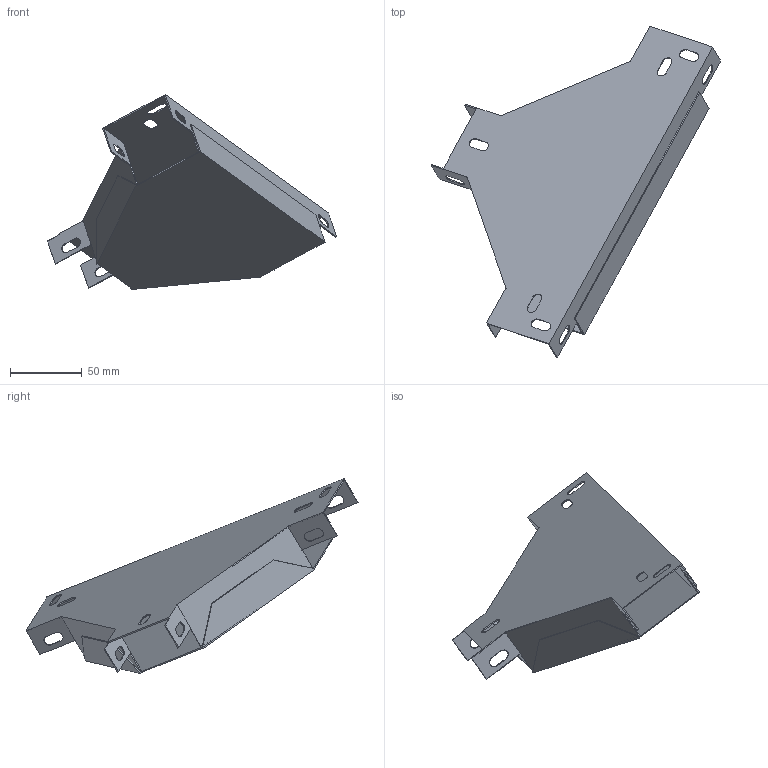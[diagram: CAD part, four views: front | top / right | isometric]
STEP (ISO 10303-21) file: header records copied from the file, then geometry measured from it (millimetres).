
FILE_DESCRIPTION (( 'STEP AP203' ), '1' );
FILE_NAME ('CLP1T-035-050-1 Ðàçâåòâèòåëü Ò-îáðàçíûé 35õ50 ìì..STEP', '2016-03-04T06:41:56', ( '' ), ( '' ), 'SwSTEP 2.0', 'SolidWorks 2014', '' );
FILE_SCHEMA (( 'CONFIG_CONTROL_DESIGN' ));
Length unit declared in the file: millimetre
Products named in the file (1): CLP1T-035-050-1 Ðàçâåòâèòåëü Ò-îáðàçíûé 35õ50 ìì.
Bounding box: 201.36 x 231.12 x 135.78 mm (x, y, z)
Volume: 51390.8 mm3; surface area: 130072.3 mm2
Topology: 2 solids, 2 shells, 112 faces, 314 edges, 206 vertices
Faces by surface type: plane 90, cylinder 22
Entity records: 3681 total; most frequent: CARTESIAN_POINT 633, ORIENTED_EDGE 628, DIRECTION 584, EDGE_CURVE 314, VECTOR 270, LINE 270, VERTEX_POINT 206, AXIS2_PLACEMENT_3D 157
